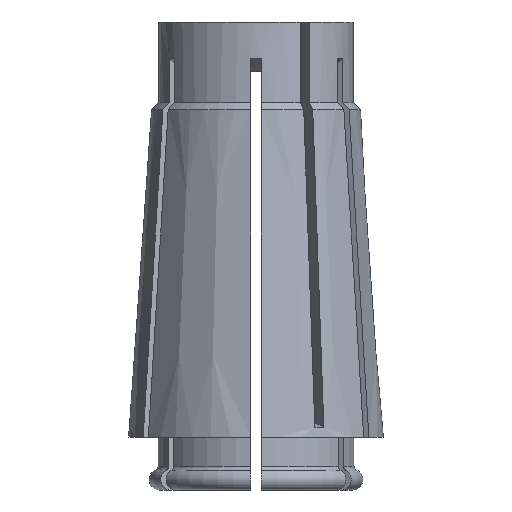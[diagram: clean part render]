
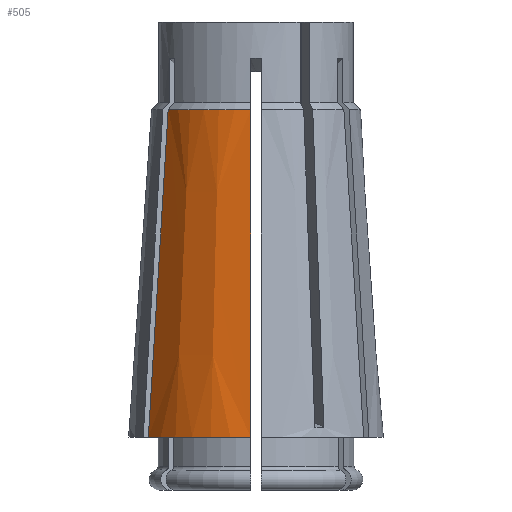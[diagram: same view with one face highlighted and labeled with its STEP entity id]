
A CAD part, front view. The second image highlights one B-rep face of the part: STEP entity #505.
In plain terms, the highlighted conical face has half-angle 4 degrees and reference radius 12.28 mm.
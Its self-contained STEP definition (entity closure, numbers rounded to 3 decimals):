
#204 = CARTESIAN_POINT ( 'NONE',  ( -8.465, -5.465, -8.476 ) ) ;
#207 = CONICAL_SURFACE ( 'NONE', #2734, 12.28, 0.07 ) ;
#375 = EDGE_LOOP ( 'NONE', ( #3639, #2924, #540, #1900 ) ) ;
#398 = CIRCLE ( 'NONE', #518, 10.076 ) ;
#479 = EDGE_CURVE ( 'NONE', #2565, #3589, #955, .T. ) ;
#505 = ADVANCED_FACE ( 'NONE', ( #1137 ), #207, .T. ) ;
#518 = AXIS2_PLACEMENT_3D ( 'NONE', #2676, #862, #2979 ) ;
#540 = ORIENTED_EDGE ( 'NONE', *, *, #479, .T. ) ;
#862 = DIRECTION ( 'NONE',  ( 0., 0., 1. ) ) ;
#863 = VERTEX_POINT ( 'NONE', #1963 ) ;
#955 = B_SPLINE_CURVE_WITH_KNOTS ( 'NONE', 3,
 ( #2435, #2459, #2490, #2384, #2325, #2288, #2238, #2221, #2213, #1515 ),
 .UNSPECIFIED., .F., .F.,
 ( 4, 3, 3, 4 ),
 ( 0.018, 0.022, 0.045, 0.05 ),
 .UNSPECIFIED. ) ;
#1137 = FACE_OUTER_BOUND ( 'NONE', #375, .T. ) ;
#1312 = DIRECTION ( 'NONE',  ( 0., 0., 1. ) ) ;
#1323 = CARTESIAN_POINT ( 'NONE',  ( 0., 0., -40. ) ) ;
#1336 = DIRECTION ( 'NONE',  ( 1., 0., 0. ) ) ;
#1346 = CARTESIAN_POINT ( 'NONE',  ( -10.376, -6.568, -40. ) ) ;
#1515 = CARTESIAN_POINT ( 'NONE',  ( -0.5, -10.063, -8.476 ) ) ;
#1567 = CARTESIAN_POINT ( 'NONE',  ( -10.376, -6.568, -40. ) ) ;
#1628 = CARTESIAN_POINT ( 'NONE',  ( -8.814, -5.666, -14.224 ) ) ;
#1643 = CARTESIAN_POINT ( 'NONE',  ( -9.913, -6.301, -32.366 ) ) ;
#1869 = DIRECTION ( 'NONE',  ( 0., 0., -1. ) ) ;
#1899 = EDGE_CURVE ( 'NONE', #2136, #863, #2842, .T. ) ;
#1900 = ORIENTED_EDGE ( 'NONE', *, *, #3215, .F. ) ;
#1908 = DIRECTION ( 'NONE',  ( -1., 0., 0. ) ) ;
#1920 = CARTESIAN_POINT ( 'NONE',  ( 0., 0., -40. ) ) ;
#1963 = CARTESIAN_POINT ( 'NONE',  ( -8.465, -5.465, -8.476 ) ) ;
#1999 = EDGE_CURVE ( 'NONE', #2136, #2565, #3387, .T. ) ;
#2136 = VERTEX_POINT ( 'NONE', #1567 ) ;
#2213 = CARTESIAN_POINT ( 'NONE',  ( -0.5, -10.181, -10.156 ) ) ;
#2221 = CARTESIAN_POINT ( 'NONE',  ( -0.5, -10.299, -11.835 ) ) ;
#2238 = CARTESIAN_POINT ( 'NONE',  ( -0.5, -10.416, -13.515 ) ) ;
#2288 = CARTESIAN_POINT ( 'NONE',  ( -0.5, -10.938, -20.97 ) ) ;
#2325 = CARTESIAN_POINT ( 'NONE',  ( -0.5, -11.46, -28.425 ) ) ;
#2384 = CARTESIAN_POINT ( 'NONE',  ( -0.5, -11.982, -35.881 ) ) ;
#2435 = CARTESIAN_POINT ( 'NONE',  ( -0.5, -12.27, -40. ) ) ;
#2459 = CARTESIAN_POINT ( 'NONE',  ( -0.5, -12.174, -38.627 ) ) ;
#2490 = CARTESIAN_POINT ( 'NONE',  ( -0.5, -12.078, -37.254 ) ) ;
#2565 = VERTEX_POINT ( 'NONE', #3189 ) ;
#2604 = CARTESIAN_POINT ( 'NONE',  ( -9.451, -6.034, -24.732 ) ) ;
#2676 = CARTESIAN_POINT ( 'NONE',  ( 0., 0., -8.476 ) ) ;
#2734 = AXIS2_PLACEMENT_3D ( 'NONE', #1920, #1869, #1908 ) ;
#2842 = B_SPLINE_CURVE_WITH_KNOTS ( 'NONE', 3,
 ( #1346, #1643, #2604, #2861, #1628, #3129, #204 ),
 .UNSPECIFIED., .F., .F.,
 ( 4, 3, 4 ),
 ( 0., 0.023, 0.032 ),
 .UNSPECIFIED. ) ;
#2861 = CARTESIAN_POINT ( 'NONE',  ( -8.988, -5.766, -17.097 ) ) ;
#2924 = ORIENTED_EDGE ( 'NONE', *, *, #1999, .T. ) ;
#2979 = DIRECTION ( 'NONE',  ( 1., 0., 0. ) ) ;
#3129 = CARTESIAN_POINT ( 'NONE',  ( -8.639, -5.565, -11.35 ) ) ;
#3189 = CARTESIAN_POINT ( 'NONE',  ( -0.5, -12.27, -40. ) ) ;
#3215 = EDGE_CURVE ( 'NONE', #863, #3589, #398, .T. ) ;
#3387 = CIRCLE ( 'NONE', #3803, 12.28 ) ;
#3589 = VERTEX_POINT ( 'NONE', #3818 ) ;
#3639 = ORIENTED_EDGE ( 'NONE', *, *, #1899, .F. ) ;
#3803 = AXIS2_PLACEMENT_3D ( 'NONE', #1323, #1312, #1336 ) ;
#3818 = CARTESIAN_POINT ( 'NONE',  ( -0.5, -10.063, -8.476 ) ) ;
